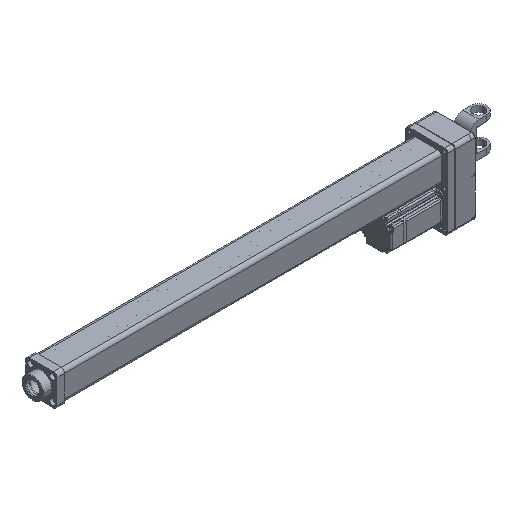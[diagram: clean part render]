
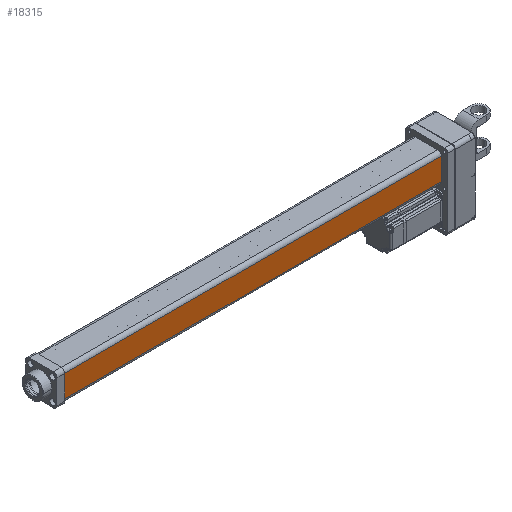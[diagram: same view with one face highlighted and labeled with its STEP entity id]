
A CAD part, isometric view. The second image highlights one B-rep face of the part: STEP entity #18315.
In plain terms, the highlighted planar face has unit normal (0, -1, 0).
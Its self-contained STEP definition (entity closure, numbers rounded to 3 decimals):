
#951 = AXIS2_PLACEMENT_3D ( 'NONE', #8511, #19121, #8150 ) ;
#2090 = CARTESIAN_POINT ( 'NONE',  ( 0., -37.5, -28.5 ) ) ;
#5614 = CARTESIAN_POINT ( 'NONE',  ( -970., -37.5, -28.5 ) ) ;
#7656 = VERTEX_POINT ( 'NONE', #18980 ) ;
#7774 = FACE_OUTER_BOUND ( 'NONE', #20500, .T. ) ;
#8150 = DIRECTION ( 'NONE',  ( 0., 0., -1. ) ) ;
#8231 = ORIENTED_EDGE ( 'NONE', *, *, #31813, .T. ) ;
#8511 = CARTESIAN_POINT ( 'NONE',  ( -970., -37.5, 37.5 ) ) ;
#8597 = CARTESIAN_POINT ( 'NONE',  ( -970., -37.5, 37.5 ) ) ;
#9264 = VERTEX_POINT ( 'NONE', #16565 ) ;
#9538 = DIRECTION ( 'NONE',  ( -1., 0., 0. ) ) ;
#12179 = LINE ( 'NONE', #14392, #35495 ) ;
#12442 = VERTEX_POINT ( 'NONE', #2090 ) ;
#12960 = LINE ( 'NONE', #5614, #22476 ) ;
#13301 = PLANE ( 'NONE',  #951 ) ;
#14392 = CARTESIAN_POINT ( 'NONE',  ( 0., -37.5, 37.5 ) ) ;
#15435 = EDGE_CURVE ( 'NONE', #31127, #7656, #22464, .T. ) ;
#16040 = ORIENTED_EDGE ( 'NONE', *, *, #24995, .T. ) ;
#16565 = CARTESIAN_POINT ( 'NONE',  ( 0., -37.5, 28.5 ) ) ;
#18315 = ADVANCED_FACE ( 'NONE', ( #7774 ), #13301, .F. ) ;
#18456 = CARTESIAN_POINT ( 'NONE',  ( -970., -37.5, -28.5 ) ) ;
#18980 = CARTESIAN_POINT ( 'NONE',  ( -970., -37.5, 28.5 ) ) ;
#19121 = DIRECTION ( 'NONE',  ( 0., 1., 0. ) ) ;
#19937 = EDGE_CURVE ( 'NONE', #31127, #12442, #12960, .T. ) ;
#20059 = VECTOR ( 'NONE', #27962, 1000. ) ;
#20483 = CARTESIAN_POINT ( 'NONE',  ( -970., -37.5, 28.5 ) ) ;
#20500 = EDGE_LOOP ( 'NONE', ( #23397, #24604, #8231, #16040 ) ) ;
#21025 = LINE ( 'NONE', #20483, #24661 ) ;
#22407 = DIRECTION ( 'NONE',  ( 1., 0., 0. ) ) ;
#22464 = LINE ( 'NONE', #8597, #20059 ) ;
#22476 = VECTOR ( 'NONE', #22407, 1000. ) ;
#23294 = DIRECTION ( 'NONE',  ( 0., 0., 1. ) ) ;
#23397 = ORIENTED_EDGE ( 'NONE', *, *, #15435, .F. ) ;
#24604 = ORIENTED_EDGE ( 'NONE', *, *, #19937, .T. ) ;
#24661 = VECTOR ( 'NONE', #9538, 1000. ) ;
#24995 = EDGE_CURVE ( 'NONE', #9264, #7656, #21025, .T. ) ;
#27962 = DIRECTION ( 'NONE',  ( 0., 0., 1. ) ) ;
#31127 = VERTEX_POINT ( 'NONE', #18456 ) ;
#31813 = EDGE_CURVE ( 'NONE', #12442, #9264, #12179, .T. ) ;
#35495 = VECTOR ( 'NONE', #23294, 1000. ) ;
